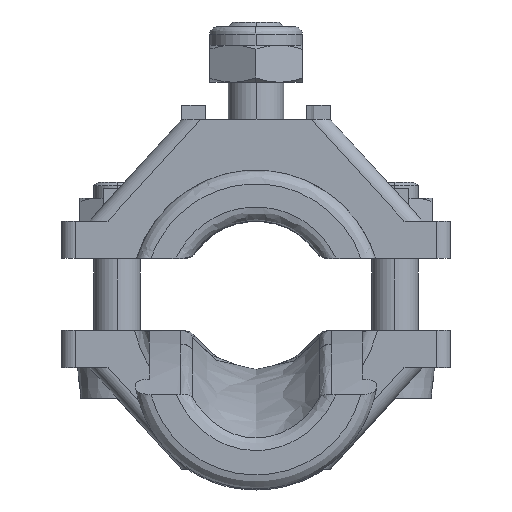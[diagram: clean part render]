
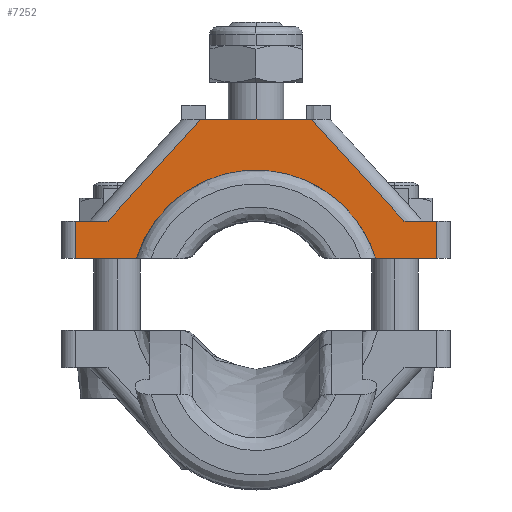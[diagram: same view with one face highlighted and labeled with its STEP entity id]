
A CAD part, top view. The second image highlights one B-rep face of the part: STEP entity #7252.
In plain terms, the highlighted planar face has unit normal (0, 0, -1).
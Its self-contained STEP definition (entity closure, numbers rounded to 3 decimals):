
#246 = LINE ( 'NONE', #2156, #6656 ) ;
#318 = CARTESIAN_POINT ( 'NONE',  ( -19.5, 0., 10. ) ) ;
#620 = ORIENTED_EDGE ( 'NONE', *, *, #3211, .F. ) ;
#689 = EDGE_CURVE ( 'NONE', #7133, #9709, #7495, .T. ) ;
#916 = VERTEX_POINT ( 'NONE', #7225 ) ;
#1028 = EDGE_CURVE ( 'NONE', #3006, #8246, #5387, .T. ) ;
#1273 = EDGE_CURVE ( 'NONE', #9039, #916, #6043, .T. ) ;
#1466 = CARTESIAN_POINT ( 'NONE',  ( 19.5, 15., 10. ) ) ;
#1589 = DIRECTION ( 'NONE',  ( 1., 0., 0. ) ) ;
#1758 = AXIS2_PLACEMENT_3D ( 'NONE', #10107, #9874, #11941 ) ;
#2156 = CARTESIAN_POINT ( 'NONE',  ( 15.973, 4., 10. ) ) ;
#2225 = CARTESIAN_POINT ( 'NONE',  ( -8.096, 15.465, 10. ) ) ;
#2411 = CARTESIAN_POINT ( 'NONE',  ( -12.894, 0., 10. ) ) ;
#2573 = LINE ( 'NONE', #1466, #5269 ) ;
#2907 = CARTESIAN_POINT ( 'NONE',  ( -15.973, 4., 10. ) ) ;
#3006 = VERTEX_POINT ( 'NONE', #318 ) ;
#3007 = DIRECTION ( 'NONE',  ( -0.673, -0.74, 0. ) ) ;
#3211 = EDGE_CURVE ( 'NONE', #8246, #11613, #7898, .T. ) ;
#3393 = ORIENTED_EDGE ( 'NONE', *, *, #1273, .F. ) ;
#3415 = FACE_OUTER_BOUND ( 'NONE', #10207, .T. ) ;
#3604 = CARTESIAN_POINT ( 'NONE',  ( -21., 0., 10. ) ) ;
#3914 = B_SPLINE_CURVE_WITH_KNOTS ( 'NONE', 1,
 ( #11306, #4868 ),
 .UNSPECIFIED., .F., .F.,
 ( 2, 2 ),
 ( 0., 1. ),
 .UNSPECIFIED. ) ;
#3942 = DIRECTION ( 'NONE',  ( -0.673, 0.74, 0. ) ) ;
#4212 = CARTESIAN_POINT ( 'NONE',  ( -8., 4., 10. ) ) ;
#4233 = DIRECTION ( 'NONE',  ( 0., -1., 0. ) ) ;
#4409 = CARTESIAN_POINT ( 'NONE',  ( -21., 0., 10. ) ) ;
#4522 = ORIENTED_EDGE ( 'NONE', *, *, #5945, .T. ) ;
#4526 = DIRECTION ( 'NONE',  ( 1., 0., 0. ) ) ;
#4868 = CARTESIAN_POINT ( 'NONE',  ( -15.973, 4., 10. ) ) ;
#5257 = PLANE ( 'NONE',  #1758 ) ;
#5269 = VECTOR ( 'NONE', #4233, 1000. ) ;
#5330 = CARTESIAN_POINT ( 'NONE',  ( 19.5, 0., 10. ) ) ;
#5387 = LINE ( 'NONE', #4409, #9061 ) ;
#5683 = VECTOR ( 'NONE', #3007, 1000. ) ;
#5764 = LINE ( 'NONE', #6619, #5683 ) ;
#5802 = VERTEX_POINT ( 'NONE', #5330 ) ;
#5945 = EDGE_CURVE ( 'NONE', #9039, #5802, #2573, .T. ) ;
#5968 = CARTESIAN_POINT ( 'NONE',  ( 12.894, 0., 10. ) ) ;
#5990 = ORIENTED_EDGE ( 'NONE', *, *, #10500, .T. ) ;
#6043 = LINE ( 'NONE', #4212, #10635 ) ;
#6259 = VECTOR ( 'NONE', #10245, 1000. ) ;
#6310 = CARTESIAN_POINT ( 'NONE',  ( -19.5, 15., 10. ) ) ;
#6566 = CARTESIAN_POINT ( 'NONE',  ( -8., 15., 10. ) ) ;
#6619 = CARTESIAN_POINT ( 'NONE',  ( -5.973, 15., 10. ) ) ;
#6631 = DIRECTION ( 'NONE',  ( -1., 0., 0. ) ) ;
#6656 = VECTOR ( 'NONE', #3942, 1000. ) ;
#6961 = CARTESIAN_POINT ( 'NONE',  ( -12.894, 0., 10. ) ) ;
#7057 = ORIENTED_EDGE ( 'NONE', *, *, #8701, .F. ) ;
#7133 = VERTEX_POINT ( 'NONE', #9201 ) ;
#7225 = CARTESIAN_POINT ( 'NONE',  ( 15.973, 4., 10. ) ) ;
#7252 = ADVANCED_FACE ( 'NONE', ( #3415 ), #5257, .F. ) ;
#7495 = LINE ( 'NONE', #6566, #11798 ) ;
#7533 = VERTEX_POINT ( 'NONE', #9110 ) ;
#7797 = EDGE_CURVE ( 'NONE', #916, #7133, #246, .T. ) ;
#7898 =( BOUNDED_CURVE ( )  B_SPLINE_CURVE ( 3, ( #2411, #2225, #8791, #5968 ),
 .UNSPECIFIED., .F., .F. ) 
 B_SPLINE_CURVE_WITH_KNOTS ( ( 4, 4 ),
 ( 0., 1. ),
 .UNSPECIFIED. ) 
 CURVE ( )  GEOMETRIC_REPRESENTATION_ITEM ( )  RATIONAL_B_SPLINE_CURVE ( ( 1., 0.531, 0.531, 1. ) ) 
 REPRESENTATION_ITEM ( '' )  );
#8141 = ORIENTED_EDGE ( 'NONE', *, *, #9679, .F. ) ;
#8212 = LINE ( 'NONE', #6310, #6259 ) ;
#8246 = VERTEX_POINT ( 'NONE', #6961 ) ;
#8325 = LINE ( 'NONE', #3604, #10608 ) ;
#8398 = ORIENTED_EDGE ( 'NONE', *, *, #7797, .F. ) ;
#8701 = EDGE_CURVE ( 'NONE', #9709, #11685, #5764, .T. ) ;
#8791 = CARTESIAN_POINT ( 'NONE',  ( 8.096, 15.465, 10. ) ) ;
#8919 = EDGE_CURVE ( 'NONE', #11613, #5802, #8325, .T. ) ;
#9039 = VERTEX_POINT ( 'NONE', #11895 ) ;
#9061 = VECTOR ( 'NONE', #4526, 1000. ) ;
#9110 = CARTESIAN_POINT ( 'NONE',  ( -19.5, 4., 10. ) ) ;
#9201 = CARTESIAN_POINT ( 'NONE',  ( 5.973, 15., 10. ) ) ;
#9679 = EDGE_CURVE ( 'NONE', #7533, #3006, #8212, .T. ) ;
#9709 = VERTEX_POINT ( 'NONE', #11400 ) ;
#9874 = DIRECTION ( 'NONE',  ( 0., 0., 1. ) ) ;
#10047 = CARTESIAN_POINT ( 'NONE',  ( 12.894, 0., 10. ) ) ;
#10107 = CARTESIAN_POINT ( 'NONE',  ( -8., 15., 10. ) ) ;
#10207 = EDGE_LOOP ( 'NONE', ( #10687, #8398, #3393, #4522, #11633, #620, #10464, #8141, #5990, #7057 ) ) ;
#10245 = DIRECTION ( 'NONE',  ( 0., -1., 0. ) ) ;
#10464 = ORIENTED_EDGE ( 'NONE', *, *, #1028, .F. ) ;
#10500 = EDGE_CURVE ( 'NONE', #7533, #11685, #3914, .T. ) ;
#10542 = DIRECTION ( 'NONE',  ( -1., 0., 0. ) ) ;
#10608 = VECTOR ( 'NONE', #1589, 1000. ) ;
#10635 = VECTOR ( 'NONE', #10542, 1000. ) ;
#10687 = ORIENTED_EDGE ( 'NONE', *, *, #689, .F. ) ;
#11306 = CARTESIAN_POINT ( 'NONE',  ( -19.5, 4., 10. ) ) ;
#11400 = CARTESIAN_POINT ( 'NONE',  ( -5.973, 15., 10. ) ) ;
#11613 = VERTEX_POINT ( 'NONE', #10047 ) ;
#11633 = ORIENTED_EDGE ( 'NONE', *, *, #8919, .F. ) ;
#11685 = VERTEX_POINT ( 'NONE', #2907 ) ;
#11798 = VECTOR ( 'NONE', #6631, 1000. ) ;
#11895 = CARTESIAN_POINT ( 'NONE',  ( 19.5, 4., 10. ) ) ;
#11941 = DIRECTION ( 'NONE',  ( 1., 0., 0. ) ) ;
